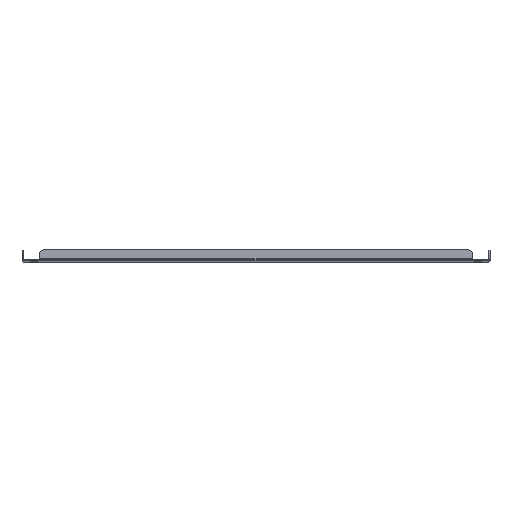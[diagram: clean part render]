
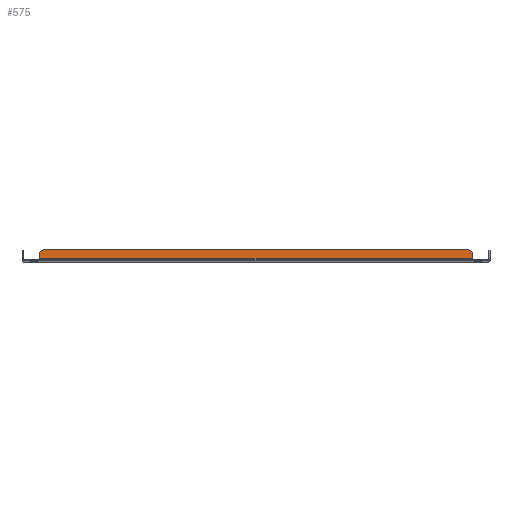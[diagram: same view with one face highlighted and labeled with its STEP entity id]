
A CAD part, top view. The second image highlights one B-rep face of the part: STEP entity #575.
In plain terms, the highlighted planar face has unit normal (0, 0, 1).
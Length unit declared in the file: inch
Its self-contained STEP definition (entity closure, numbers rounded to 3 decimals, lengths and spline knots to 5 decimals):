
#102 = EDGE_CURVE ( 'NONE', #937, #2080, #1430, .T. ) ;
#183 = ORIENTED_EDGE ( 'NONE', *, *, #493, .F. ) ;
#444 = DIRECTION ( 'NONE',  ( 0., 0., -1. ) ) ;
#453 = CARTESIAN_POINT ( 'NONE',  ( 15.24842, 0.125, 28.5 ) ) ;
#493 = EDGE_CURVE ( 'NONE', #2617, #2080, #1356, .T. ) ;
#495 = CIRCLE ( 'NONE', #1995, 0.25 ) ;
#575 = ADVANCED_FACE ( 'NONE', ( #594 ), #2079, .F. ) ;
#594 = FACE_OUTER_BOUND ( 'NONE', #1205, .T. ) ;
#612 = VECTOR ( 'NONE', #2522, 39.37008 ) ;
#624 = CARTESIAN_POINT ( 'NONE',  ( 14.99842, 0.5, 28.5 ) ) ;
#679 = CARTESIAN_POINT ( 'NONE',  ( 15.24842, 0.5, 28.5 ) ) ;
#704 = CARTESIAN_POINT ( 'NONE',  ( -15.24842, 0.125, 28.5 ) ) ;
#714 = DIRECTION ( 'NONE',  ( 0., -1., 0. ) ) ;
#724 = DIRECTION ( 'NONE',  ( 0., 1., 0. ) ) ;
#851 = VECTOR ( 'NONE', #714, 39.37008 ) ;
#937 = VERTEX_POINT ( 'NONE', #1532 ) ;
#985 = CARTESIAN_POINT ( 'NONE',  ( 16.375, 0.75, 28.5 ) ) ;
#1013 = ORIENTED_EDGE ( 'NONE', *, *, #1737, .F. ) ;
#1022 = CARTESIAN_POINT ( 'NONE',  ( 15.24842, 0.125, 28.5 ) ) ;
#1076 = LINE ( 'NONE', #2218, #2203 ) ;
#1177 = ORIENTED_EDGE ( 'NONE', *, *, #102, .T. ) ;
#1186 = CARTESIAN_POINT ( 'NONE',  ( 16.375, 0.09379, 28.5 ) ) ;
#1205 = EDGE_LOOP ( 'NONE', ( #1761, #1177, #183, #2343, #1013, #1527 ) ) ;
#1260 = VECTOR ( 'NONE', #2070, 39.37008 ) ;
#1356 = LINE ( 'NONE', #453, #1260 ) ;
#1368 = DIRECTION ( 'NONE',  ( 0., 0., -1. ) ) ;
#1413 = EDGE_CURVE ( 'NONE', #2617, #2552, #1076, .T. ) ;
#1430 = LINE ( 'NONE', #704, #851 ) ;
#1441 = AXIS2_PLACEMENT_3D ( 'NONE', #624, #1946, #2577 ) ;
#1484 = AXIS2_PLACEMENT_3D ( 'NONE', #1186, #1368, #724 ) ;
#1527 = ORIENTED_EDGE ( 'NONE', *, *, #1609, .F. ) ;
#1532 = CARTESIAN_POINT ( 'NONE',  ( -15.24842, 0.5, 28.5 ) ) ;
#1602 = CARTESIAN_POINT ( 'NONE',  ( -15.24842, 0.125, 28.5 ) ) ;
#1609 = EDGE_CURVE ( 'NONE', #2855, #1771, #1970, .T. ) ;
#1720 = CARTESIAN_POINT ( 'NONE',  ( 14.99842, 0.75, 28.5 ) ) ;
#1737 = EDGE_CURVE ( 'NONE', #1771, #2552, #2713, .T. ) ;
#1761 = ORIENTED_EDGE ( 'NONE', *, *, #2527, .F. ) ;
#1771 = VERTEX_POINT ( 'NONE', #1720 ) ;
#1946 = DIRECTION ( 'NONE',  ( 0., 0., -1. ) ) ;
#1970 = LINE ( 'NONE', #985, #612 ) ;
#1995 = AXIS2_PLACEMENT_3D ( 'NONE', #2564, #444, #2043 ) ;
#2043 = DIRECTION ( 'NONE',  ( 1., 0., 0. ) ) ;
#2070 = DIRECTION ( 'NONE',  ( -1., 0., 0. ) ) ;
#2079 = PLANE ( 'NONE',  #1484 ) ;
#2080 = VERTEX_POINT ( 'NONE', #1602 ) ;
#2203 = VECTOR ( 'NONE', #2854, 39.37008 ) ;
#2218 = CARTESIAN_POINT ( 'NONE',  ( 15.24842, 0.125, 28.5 ) ) ;
#2343 = ORIENTED_EDGE ( 'NONE', *, *, #1413, .T. ) ;
#2507 = CARTESIAN_POINT ( 'NONE',  ( -14.99842, 0.75, 28.5 ) ) ;
#2522 = DIRECTION ( 'NONE',  ( 1., 0., 0. ) ) ;
#2527 = EDGE_CURVE ( 'NONE', #937, #2855, #495, .T. ) ;
#2552 = VERTEX_POINT ( 'NONE', #679 ) ;
#2564 = CARTESIAN_POINT ( 'NONE',  ( -14.99842, 0.5, 28.5 ) ) ;
#2577 = DIRECTION ( 'NONE',  ( 1., 0., 0. ) ) ;
#2617 = VERTEX_POINT ( 'NONE', #1022 ) ;
#2713 = CIRCLE ( 'NONE', #1441, 0.25 ) ;
#2854 = DIRECTION ( 'NONE',  ( 0., 1., 0. ) ) ;
#2855 = VERTEX_POINT ( 'NONE', #2507 ) ;
